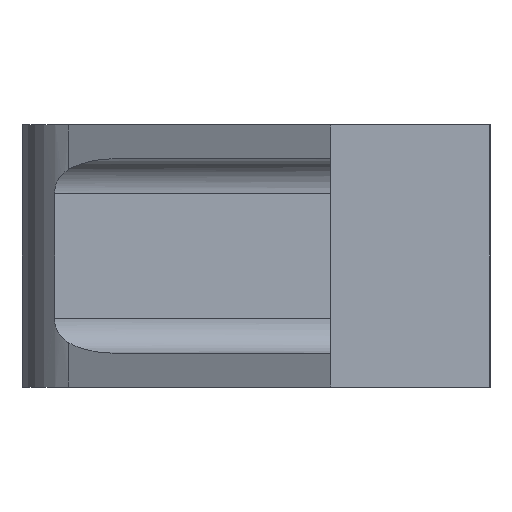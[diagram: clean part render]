
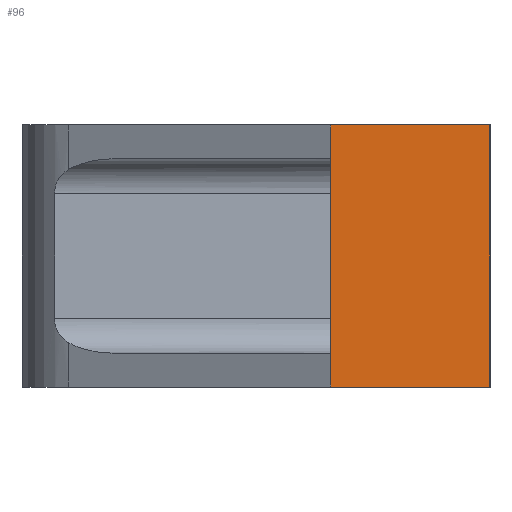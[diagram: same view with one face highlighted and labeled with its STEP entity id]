
A CAD part, left-side view. The second image highlights one B-rep face of the part: STEP entity #96.
In plain terms, the highlighted planar face has unit normal (-1, 0, 0).
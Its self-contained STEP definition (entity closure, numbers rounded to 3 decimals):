
#96 = ADVANCED_FACE( '', ( #207 ), #208, .F. );
#207 = FACE_OUTER_BOUND( '', #332, .T. );
#208 = PLANE( '', #333 );
#332 = EDGE_LOOP( '', ( #552, #553, #554, #555, #556, #557 ) );
#333 = AXIS2_PLACEMENT_3D( '', #558, #559, #560 );
#552 = ORIENTED_EDGE( '', *, *, #783, .T. );
#553 = ORIENTED_EDGE( '', *, *, #800, .F. );
#554 = ORIENTED_EDGE( '', *, *, #801, .F. );
#555 = ORIENTED_EDGE( '', *, *, #726, .T. );
#556 = ORIENTED_EDGE( '', *, *, #802, .T. );
#557 = ORIENTED_EDGE( '', *, *, #757, .T. );
#558 = CARTESIAN_POINT( '', ( -98., 17., 14. ) );
#559 = DIRECTION( '', ( 1., 0., 0. ) );
#560 = DIRECTION( '', ( 0., 0., -1. ) );
#726 = EDGE_CURVE( '', #860, #858, #861, .T. );
#757 = EDGE_CURVE( '', #906, #912, #914, .T. );
#783 = EDGE_CURVE( '', #912, #954, #956, .T. );
#800 = EDGE_CURVE( '', #979, #954, #980, .T. );
#801 = EDGE_CURVE( '', #860, #979, #981, .T. );
#802 = EDGE_CURVE( '', #858, #906, #982, .T. );
#858 = VERTEX_POINT( '', #1055 );
#860 = VERTEX_POINT( '', #1058 );
#861 = LINE( '', #1059, #1060 );
#906 = VERTEX_POINT( '', #1129 );
#912 = VERTEX_POINT( '', #1137 );
#914 = LINE( '', #1140, #1141 );
#954 = VERTEX_POINT( '', #1197 );
#956 = LINE( '', #1200, #1201 );
#979 = VERTEX_POINT( '', #1243 );
#980 = LINE( '', #1244, #1245 );
#981 = LINE( '', #1246, #1247 );
#982 = LINE( '', #1248, #1249 );
#1055 = CARTESIAN_POINT( '', ( -98., 17., 10.375 ) );
#1058 = CARTESIAN_POINT( '', ( -98., 17., 14. ) );
#1059 = CARTESIAN_POINT( '', ( -98., 17., 14. ) );
#1060 = VECTOR( '', #1329, 1000. );
#1129 = CARTESIAN_POINT( '', ( -98., 17., -10.375 ) );
#1137 = CARTESIAN_POINT( '', ( -98., 17., -14. ) );
#1140 = CARTESIAN_POINT( '', ( -98., 17., 14. ) );
#1141 = VECTOR( '', #1367, 1000. );
#1197 = CARTESIAN_POINT( '', ( -98., 0., -14. ) );
#1200 = CARTESIAN_POINT( '', ( -98., 17., -14. ) );
#1201 = VECTOR( '', #1397, 1000. );
#1243 = CARTESIAN_POINT( '', ( -98., 0., 14. ) );
#1244 = CARTESIAN_POINT( '', ( -98., 0., 14. ) );
#1245 = VECTOR( '', #1412, 1000. );
#1246 = CARTESIAN_POINT( '', ( -98., 17., 14. ) );
#1247 = VECTOR( '', #1413, 1000. );
#1248 = CARTESIAN_POINT( '', ( -98., 17., 14. ) );
#1249 = VECTOR( '', #1414, 1000. );
#1329 = DIRECTION( '', ( 0., 0., -1. ) );
#1367 = DIRECTION( '', ( 0., 0., -1. ) );
#1397 = DIRECTION( '', ( 0., -1., 0. ) );
#1412 = DIRECTION( '', ( 0., 0., -1. ) );
#1413 = DIRECTION( '', ( 0., -1., 0. ) );
#1414 = DIRECTION( '', ( 0., 0., -1. ) );
